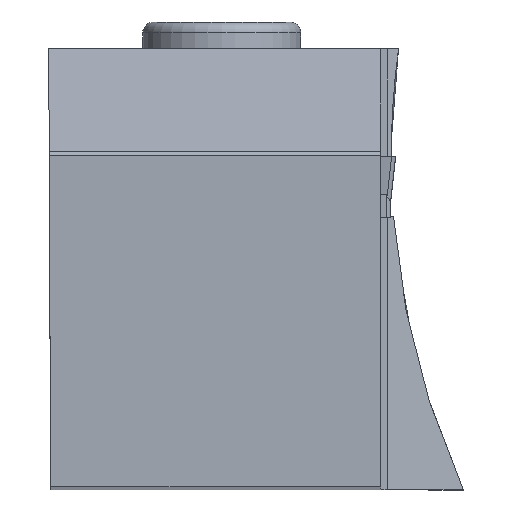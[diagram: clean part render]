
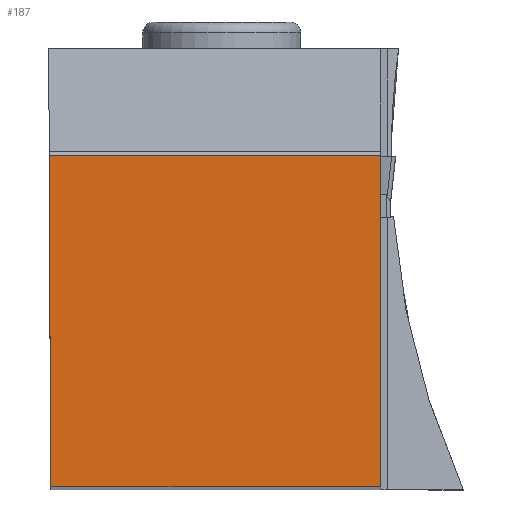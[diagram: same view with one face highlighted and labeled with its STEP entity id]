
A CAD part, top view. The second image highlights one B-rep face of the part: STEP entity #187.
In plain terms, the highlighted planar face has unit normal (0, 0, 1).
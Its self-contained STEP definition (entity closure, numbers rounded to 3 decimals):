
#187=ADVANCED_FACE('BLANK_BOXF006',(#297),#237,.F.);
#237=PLANE('',#1420);
#297=FACE_OUTER_BOUND('',#359,.T.);
#359=EDGE_LOOP('',(#650,#651,#652,#653));
#650=ORIENTED_EDGE('',*,*,#967,.T.);
#651=ORIENTED_EDGE('',*,*,#1004,.T.);
#652=ORIENTED_EDGE('',*,*,#1000,.T.);
#653=ORIENTED_EDGE('',*,*,#987,.T.);
#824=VERTEX_POINT('',#2155);
#825=VERTEX_POINT('',#2157);
#835=VERTEX_POINT('',#2262);
#844=VERTEX_POINT('',#2287);
#967=EDGE_CURVE('',#825,#824,#1105,.T.);
#987=EDGE_CURVE('',#835,#825,#1119,.T.);
#1000=EDGE_CURVE('',#844,#835,#1131,.T.);
#1004=EDGE_CURVE('',#824,#844,#1135,.T.);
#1105=LINE('',#2156,#1238);
#1119=LINE('',#2261,#1252);
#1131=LINE('',#2286,#1264);
#1135=LINE('',#2294,#1268);
#1238=VECTOR('',#1648,1.);
#1252=VECTOR('',#1676,1.);
#1264=VECTOR('',#1696,1.);
#1268=VECTOR('',#1702,1.);
#1420=AXIS2_PLACEMENT_3D('',#2295,#1703,#1704);
#1648=DIRECTION('',(0.,1.,0.));
#1676=DIRECTION('',(1.,0.,0.));
#1696=DIRECTION('',(0.004,-1.,0.));
#1702=DIRECTION('',(-1.,0.,0.));
#1703=DIRECTION('',(0.,0.,-1.));
#1704=DIRECTION('',(0.,-1.,0.));
#2155=CARTESIAN_POINT('',(24.875,24.875,0.));
#2156=CARTESIAN_POINT('',(24.875,-150.35,0.));
#2157=CARTESIAN_POINT('',(24.875,0.,0.));
#2261=CARTESIAN_POINT('',(-150.35,0.,0.));
#2262=CARTESIAN_POINT('',(0.109,0.,0.));
#2286=CARTESIAN_POINT('',(-0.547,150.349,0.));
#2287=CARTESIAN_POINT('',(0.,24.875,0.));
#2294=CARTESIAN_POINT('',(150.35,24.875,0.));
#2295=CARTESIAN_POINT('',(31.079,-5.,0.));
